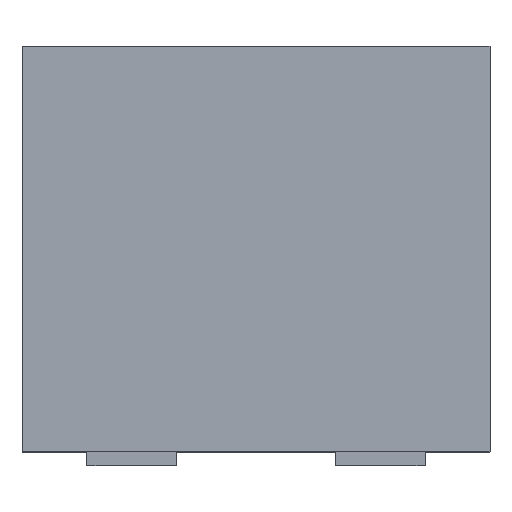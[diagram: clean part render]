
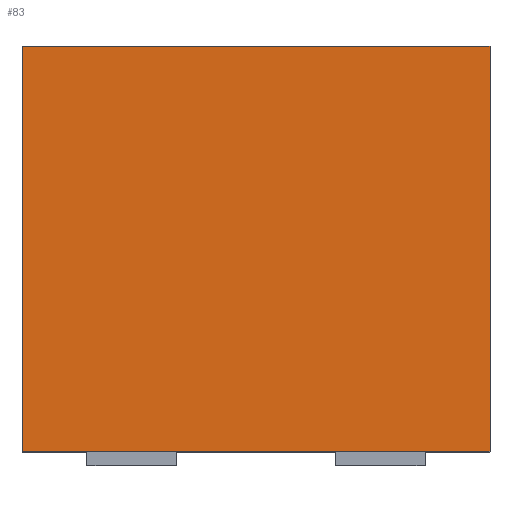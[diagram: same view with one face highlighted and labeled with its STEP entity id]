
A CAD part, top view. The second image highlights one B-rep face of the part: STEP entity #83.
In plain terms, the highlighted planar face has unit normal (0, 0, 1).
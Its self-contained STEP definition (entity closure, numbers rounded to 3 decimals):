
#9 = VERTEX_POINT ( 'NONE', #192 ) ;
#83 = ADVANCED_FACE ( 'NONE', ( #492 ), #631, .F. ) ;
#120 = ORIENTED_EDGE ( 'NONE', *, *, #831, .F. ) ;
#138 = CARTESIAN_POINT ( 'NONE',  ( -1.675, 2.9, 1.825 ) ) ;
#160 = CARTESIAN_POINT ( 'NONE',  ( 1.675, 0., 1.825 ) ) ;
#192 = CARTESIAN_POINT ( 'NONE',  ( -1.675, 0., 1.825 ) ) ;
#193 = VERTEX_POINT ( 'NONE', #160 ) ;
#216 = VECTOR ( 'NONE', #1152, 1000. ) ;
#226 = EDGE_CURVE ( 'NONE', #193, #9, #599, .T. ) ;
#291 = LINE ( 'NONE', #1505, #216 ) ;
#434 = CARTESIAN_POINT ( 'NONE',  ( 0., 2.9, 1.825 ) ) ;
#492 = FACE_OUTER_BOUND ( 'NONE', #994, .T. ) ;
#536 = CARTESIAN_POINT ( 'NONE',  ( 1.675, 2.9, 1.825 ) ) ;
#599 = LINE ( 'NONE', #1556, #1108 ) ;
#618 = DIRECTION ( 'NONE',  ( -1., 0., 0. ) ) ;
#624 = DIRECTION ( 'NONE',  ( 0., 0., -1. ) ) ;
#627 = VERTEX_POINT ( 'NONE', #536 ) ;
#631 = PLANE ( 'NONE',  #1536 ) ;
#651 = ORIENTED_EDGE ( 'NONE', *, *, #904, .F. ) ;
#732 = CARTESIAN_POINT ( 'NONE',  ( -1.675, 2.9, 1.825 ) ) ;
#831 = EDGE_CURVE ( 'NONE', #9, #1175, #291, .T. ) ;
#892 = EDGE_CURVE ( 'NONE', #627, #193, #1282, .T. ) ;
#904 = EDGE_CURVE ( 'NONE', #1175, #627, #1426, .T. ) ;
#934 = CARTESIAN_POINT ( 'NONE',  ( 1.675, 2.9, 1.825 ) ) ;
#956 = ORIENTED_EDGE ( 'NONE', *, *, #226, .F. ) ;
#994 = EDGE_LOOP ( 'NONE', ( #1141, #651, #120, #956 ) ) ;
#1066 = DIRECTION ( 'NONE',  ( -1., 0., 0. ) ) ;
#1108 = VECTOR ( 'NONE', #1066, 1000. ) ;
#1141 = ORIENTED_EDGE ( 'NONE', *, *, #892, .F. ) ;
#1149 = VECTOR ( 'NONE', #1425, 1000. ) ;
#1152 = DIRECTION ( 'NONE',  ( 0., 1., 0. ) ) ;
#1160 = DIRECTION ( 'NONE',  ( 0., -1., 0. ) ) ;
#1175 = VERTEX_POINT ( 'NONE', #138 ) ;
#1282 = LINE ( 'NONE', #934, #1477 ) ;
#1425 = DIRECTION ( 'NONE',  ( 1., 0., 0. ) ) ;
#1426 = LINE ( 'NONE', #434, #1149 ) ;
#1477 = VECTOR ( 'NONE', #1160, 1000. ) ;
#1505 = CARTESIAN_POINT ( 'NONE',  ( -1.675, 2.9, 1.825 ) ) ;
#1536 = AXIS2_PLACEMENT_3D ( 'NONE', #732, #624, #618 ) ;
#1556 = CARTESIAN_POINT ( 'NONE',  ( -1.675, 0., 1.825 ) ) ;
